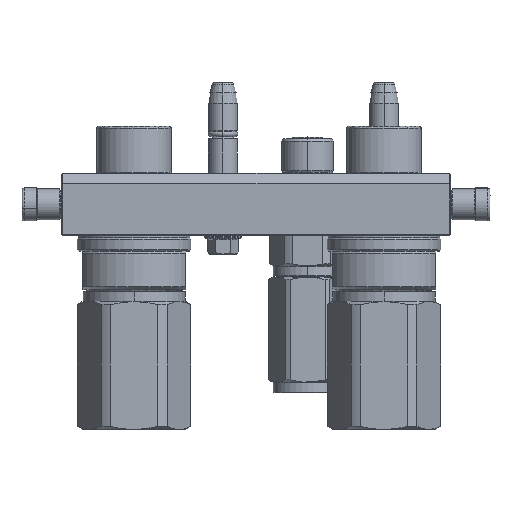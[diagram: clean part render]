
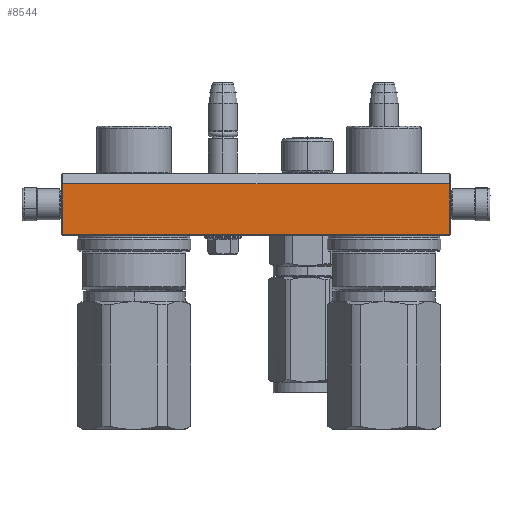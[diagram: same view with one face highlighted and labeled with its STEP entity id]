
A CAD part, left-side view. The second image highlights one B-rep face of the part: STEP entity #8544.
In plain terms, the highlighted face is planar.
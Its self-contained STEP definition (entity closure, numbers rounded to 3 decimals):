
#271 = ORIENTED_EDGE ( 'NONE', *, *, #29627, .T. ) ;
#951 = DIRECTION ( 'NONE',  ( -1., 0., 0. ) ) ;
#4476 = VECTOR ( 'NONE', #76847, 1000. ) ;
#8353 = AXIS2_PLACEMENT_3D ( 'NONE', #63655, #25560, #67481 ) ;
#8544 = ADVANCED_FACE ( 'NONE', ( #25750 ), #57591, .T. ) ;
#10062 = CARTESIAN_POINT ( 'NONE',  ( -93.5, 29.5, -45. ) ) ;
#10240 = VERTEX_POINT ( 'NONE', #31236 ) ;
#11090 = EDGE_CURVE ( 'NONE', #43349, #68425, #29923, .T. ) ;
#11559 = CARTESIAN_POINT ( 'NONE',  ( 93.5, 5., -45. ) ) ;
#13016 = CARTESIAN_POINT ( 'NONE',  ( -93.5, 5., -45. ) ) ;
#15309 = EDGE_LOOP ( 'NONE', ( #26234, #35360, #69615, #271 ) ) ;
#21921 = LINE ( 'NONE', #61823, #50203 ) ;
#24051 = DIRECTION ( 'NONE',  ( -1., 0., 0. ) ) ;
#25560 = DIRECTION ( 'NONE',  ( 0., 0., -1. ) ) ;
#25750 = FACE_OUTER_BOUND ( 'NONE', #15309, .T. ) ;
#26234 = ORIENTED_EDGE ( 'NONE', *, *, #74882, .T. ) ;
#29627 = EDGE_CURVE ( 'NONE', #43349, #10240, #59624, .T. ) ;
#29923 = LINE ( 'NONE', #53425, #4476 ) ;
#31236 = CARTESIAN_POINT ( 'NONE',  ( -93.5, 5., -45. ) ) ;
#35360 = ORIENTED_EDGE ( 'NONE', *, *, #38191, .F. ) ;
#38191 = EDGE_CURVE ( 'NONE', #68425, #52945, #21921, .T. ) ;
#42012 = DIRECTION ( 'NONE',  ( 0., 1., 0. ) ) ;
#43349 = VERTEX_POINT ( 'NONE', #11559 ) ;
#49316 = CARTESIAN_POINT ( 'NONE',  ( 93.5, 5., -45. ) ) ;
#50182 = VECTOR ( 'NONE', #24051, 1000. ) ;
#50203 = VECTOR ( 'NONE', #951, 1000. ) ;
#52945 = VERTEX_POINT ( 'NONE', #10062 ) ;
#53425 = CARTESIAN_POINT ( 'NONE',  ( 93.5, 5., -45. ) ) ;
#56477 = VECTOR ( 'NONE', #42012, 1000. ) ;
#57414 = LINE ( 'NONE', #13016, #56477 ) ;
#57591 = PLANE ( 'NONE',  #8353 ) ;
#59624 = LINE ( 'NONE', #49316, #50182 ) ;
#61823 = CARTESIAN_POINT ( 'NONE',  ( 93.5, 29.5, -45. ) ) ;
#63655 = CARTESIAN_POINT ( 'NONE',  ( 94., 0., -45. ) ) ;
#67481 = DIRECTION ( 'NONE',  ( -1., 0., 0. ) ) ;
#68425 = VERTEX_POINT ( 'NONE', #77552 ) ;
#69615 = ORIENTED_EDGE ( 'NONE', *, *, #11090, .F. ) ;
#74882 = EDGE_CURVE ( 'NONE', #10240, #52945, #57414, .T. ) ;
#76847 = DIRECTION ( 'NONE',  ( 0., 1., 0. ) ) ;
#77552 = CARTESIAN_POINT ( 'NONE',  ( 93.5, 29.5, -45. ) ) ;
